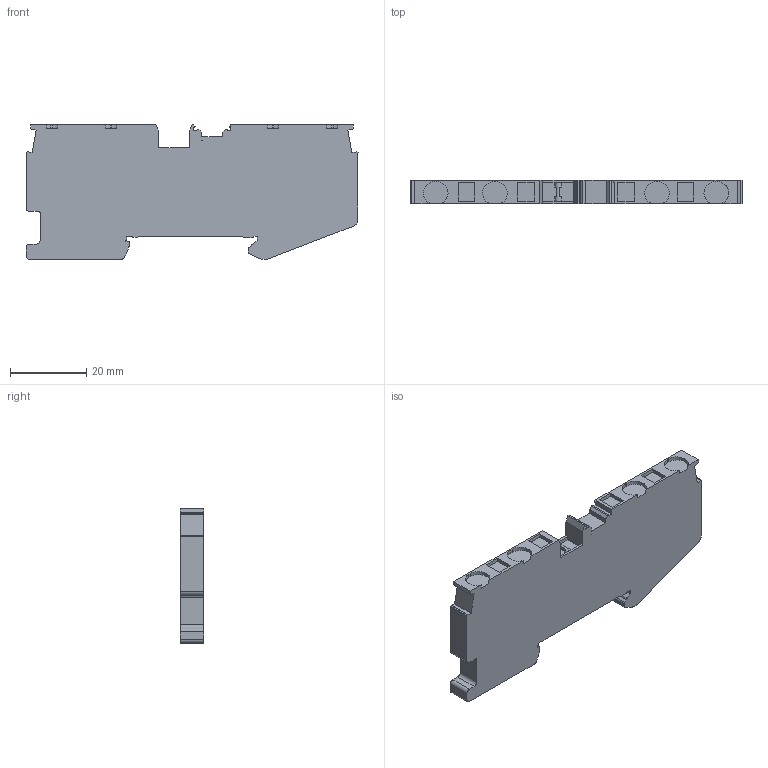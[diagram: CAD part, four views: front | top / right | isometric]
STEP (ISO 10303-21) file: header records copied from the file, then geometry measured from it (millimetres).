
FILE_DESCRIPTION((''),'2;1');
FILE_NAME('DST4-4-PE_-D','2018-09-29T',('Administrator'),(''),'PRO/ENGINEER BY PARAMETRIC TECHNOLOGY CORPORATION, 2008380','PRO/ENGINEER BY PARAMETRIC TECHNOLOGY CORPORATION, 2008380','');
FILE_SCHEMA(('CONFIG_CONTROL_DESIGN'));
Length unit declared in the file: millimetre
Products named in the file (1): DST4-4-PE_-D
Bounding box: 87.3 x 6.15 x 35.4 mm (x, y, z)
Volume: 16044.4 mm3; surface area: 7174.7 mm2
Topology: 1 solids, 1 shells, 155 faces, 451 edges, 303 vertices
Faces by surface type: plane 114, cylinder 40, torus 1
Entity records: 5161 total; most frequent: CARTESIAN_POINT 931, ORIENTED_EDGE 902, DIRECTION 846, EDGE_CURVE 451, VECTOR 356, LINE 356, VERTEX_POINT 303, AXIS2_PLACEMENT_3D 245
